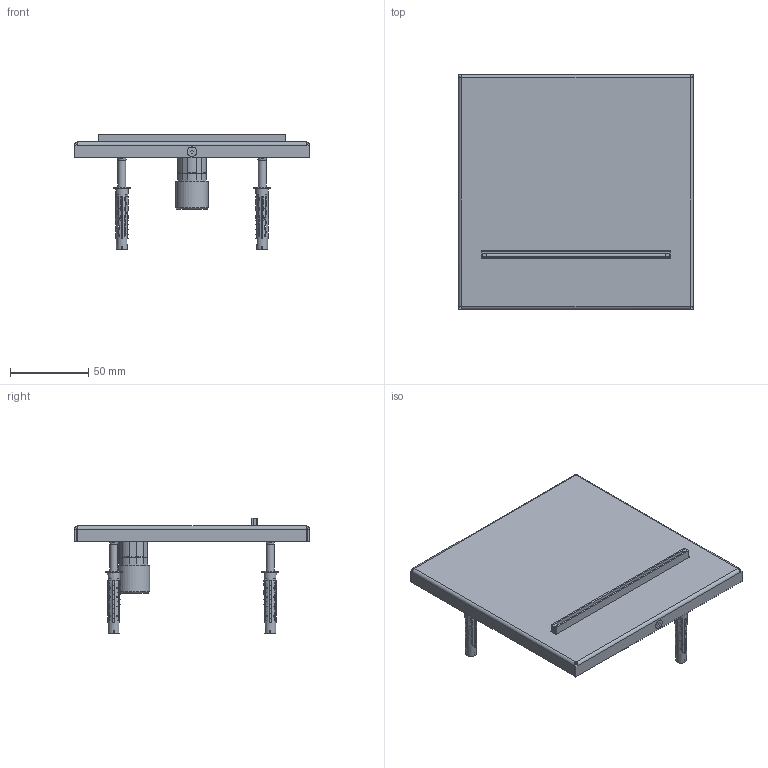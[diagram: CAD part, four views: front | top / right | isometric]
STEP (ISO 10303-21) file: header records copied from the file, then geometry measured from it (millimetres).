
FILE_DESCRIPTION(('STEP AP214'),'1');
FILE_NAME('Art.50000.stp','2021-03-04T08:06:07',(' '),(' '),'Spatial InterOp 3D',' ',' ');
FILE_SCHEMA(('AUTOMOTIVE_DESIGN { 1 0 10303 214 1 1 1 1 }'));
Length unit declared in the file: millimetre
Products named in the file (41): S.01018; S.00208; S.00209; ASSEM1; Art.50000; 23324; 23325; 23323; T.RA023; 23322; 23321; S.00302; 23327; S.00191; 23319; 23318ST; 23320; 23318; S.00180; T.RA086; S.00192
Assembly tree (47 placements, depth 4):
  Art.50000
    S.01018  x2
      S.00208
      S.00209
        ASSEM1
        S.00209
    23325
      23324
        ASSEM1
        23324
      23323
        ASSEM1
        23323
      T.RA023
        ASSEM1
        T.RA023
      23322
      23321
    23327
      S.00302  x4
        ASSEM1
        (unnamed)
        (unnamed)
        (unnamed)
        S.00302
      S.00191
        ASSEM1
        S.00191
      23319
    23318ST
      23320
      23318
    S.00180  x4
    T.RA086
      ASSEM1
      T.RA086
    S.00192
      ASSEM1
      (unnamed)
      (unnamed)
      S.00192
Bounding box: 150 x 150 x 74 mm (x, y, z)
Volume: 96518.1 mm3; surface area: 159639.6 mm2
Topology: 23 solids, 23 shells, 1409 faces, 3791 edges, 2432 vertices
Faces by surface type: plane 637, cylinder 471, bspline 160, cone 87, torus 30, sphere 24
Full cylindrical faces by diameter (mm): 0.4 x4, 2.5 x1, 2.8 x1, 3 x1, 3.3 x4, 4 x5, 4.9 x1, 5 x6, 6 x2, 6.2 x8, 7 x4, 9 x1, 10.8 x3, 11 x2, 12.5 x2, 12.9 x1, 13.1 x1, 14 x1, 14.8 x4, 15 x1, 16.4 x1, 20.955 x1, 26.955 x1
Entity records: 38370 total; most frequent: CARTESIAN_POINT 7304, DIRECTION 4652, ORIENTED_EDGE 4568, EDGE_CURVE 2284, AXIS2_PLACEMENT_3D 1677, VERTEX_POINT 1519, LINE 1298, VECTOR 1298
